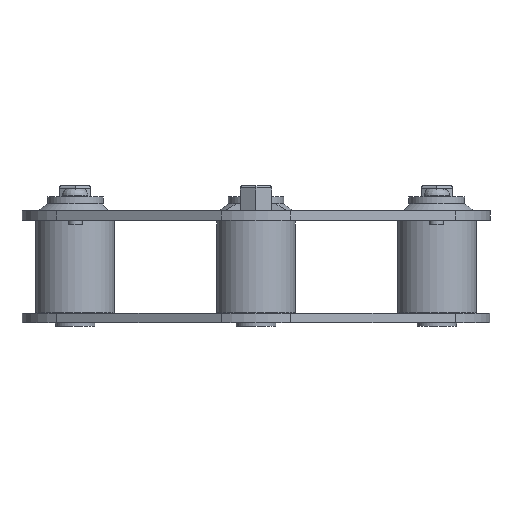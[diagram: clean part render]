
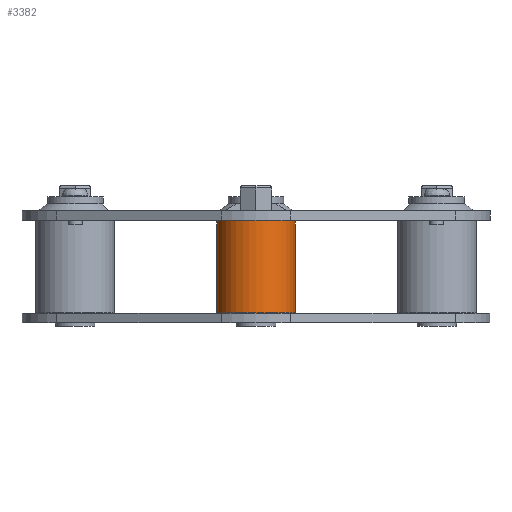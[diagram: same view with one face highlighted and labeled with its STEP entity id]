
A CAD part, front view. The second image highlights one B-rep face of the part: STEP entity #3382.
In plain terms, the highlighted cylindrical face has radius 17 mm (diameter 34 mm), a full revolution.
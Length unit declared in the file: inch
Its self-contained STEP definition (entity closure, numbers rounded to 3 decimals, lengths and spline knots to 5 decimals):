
#380 = DIRECTION ( 'NONE',  ( 0., -1., 0. ) ) ;
#527 = CARTESIAN_POINT ( 'NONE',  ( 0., -4.2126, 0.0106 ) ) ;
#598 = DIRECTION ( 'NONE',  ( 0., -1., 0. ) ) ;
#697 = EDGE_LOOP ( 'NONE', ( #2956 ) ) ;
#802 = CARTESIAN_POINT ( 'NONE',  ( 0., -3.54331, 0.0106 ) ) ;
#907 = CIRCLE ( 'NONE', #5050, 0.66929 ) ;
#1209 = CARTESIAN_POINT ( 'NONE',  ( 0., -3.54331, 1.5854 ) ) ;
#1210 = CYLINDRICAL_SURFACE ( 'NONE', #2452, 0.66929 ) ;
#1492 = DIRECTION ( 'NONE',  ( 0., 0., 1. ) ) ;
#1527 = CIRCLE ( 'NONE', #4597, 0.66929 ) ;
#1640 = EDGE_CURVE ( 'NONE', #1906, #1906, #907, .T. ) ;
#1822 = CARTESIAN_POINT ( 'NONE',  ( 0., -4.2126, 1.5854 ) ) ;
#1837 = CARTESIAN_POINT ( 'NONE',  ( 0., -3.54331, 0.0106 ) ) ;
#1906 = VERTEX_POINT ( 'NONE', #527 ) ;
#2452 = AXIS2_PLACEMENT_3D ( 'NONE', #802, #4166, #380 ) ;
#2539 = DIRECTION ( 'NONE',  ( 0., -1., 0. ) ) ;
#2705 = EDGE_CURVE ( 'NONE', #5285, #5285, #1527, .T. ) ;
#2956 = ORIENTED_EDGE ( 'NONE', *, *, #1640, .T. ) ;
#3248 = ORIENTED_EDGE ( 'NONE', *, *, #2705, .T. ) ;
#3315 = FACE_OUTER_BOUND ( 'NONE', #3483, .T. ) ;
#3382 = ADVANCED_FACE ( 'NONE', ( #5367, #3315 ), #1210, .T. ) ;
#3483 = EDGE_LOOP ( 'NONE', ( #3248 ) ) ;
#4166 = DIRECTION ( 'NONE',  ( 0., 0., 1. ) ) ;
#4597 = AXIS2_PLACEMENT_3D ( 'NONE', #1209, #4632, #2539 ) ;
#4632 = DIRECTION ( 'NONE',  ( 0., 0., -1. ) ) ;
#5050 = AXIS2_PLACEMENT_3D ( 'NONE', #1837, #1492, #598 ) ;
#5285 = VERTEX_POINT ( 'NONE', #1822 ) ;
#5367 = FACE_OUTER_BOUND ( 'NONE', #697, .T. ) ;
